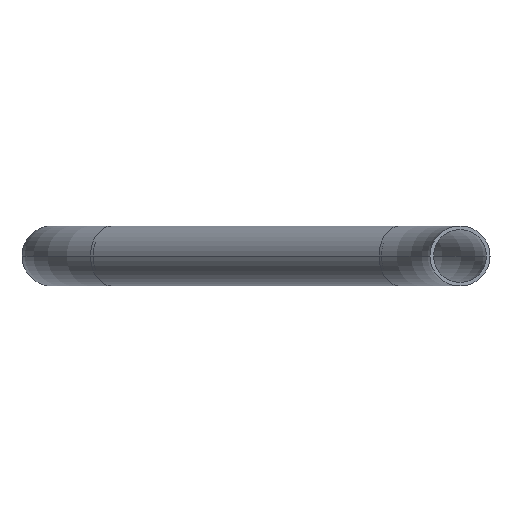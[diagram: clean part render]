
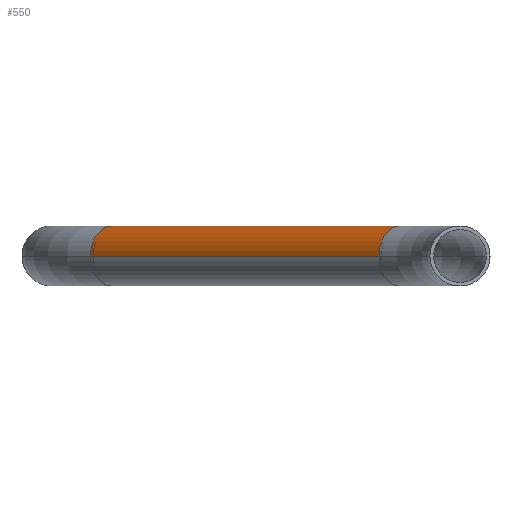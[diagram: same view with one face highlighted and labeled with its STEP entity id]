
A CAD part, front view. The second image highlights one B-rep face of the part: STEP entity #550.
In plain terms, the highlighted cylindrical face has radius 12.5 mm (diameter 25 mm), a partial arc.
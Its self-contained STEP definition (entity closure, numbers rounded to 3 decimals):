
#56 = CYLINDRICAL_SURFACE ( 'NONE', #402, 12.5 ) ;
#62 = FACE_OUTER_BOUND ( 'NONE', #180, .T. ) ;
#64 = ORIENTED_EDGE ( 'NONE', *, *, #386, .T. ) ;
#90 = ORIENTED_EDGE ( 'NONE', *, *, #388, .F. ) ;
#92 = ORIENTED_EDGE ( 'NONE', *, *, #389, .F. ) ;
#96 = CIRCLE ( 'NONE', #330, 12.5 ) ;
#139 = VECTOR ( 'NONE', #611, 1000. ) ;
#142 = VECTOR ( 'NONE', #575, 1000. ) ;
#143 = LINE ( 'NONE', #606, #139 ) ;
#145 = CIRCLE ( 'NONE', #362, 12.5 ) ;
#148 = LINE ( 'NONE', #614, #142 ) ;
#180 = EDGE_LOOP ( 'NONE', ( #300, #64, #90, #92 ) ) ;
#300 = ORIENTED_EDGE ( 'NONE', *, *, #433, .T. ) ;
#330 = AXIS2_PLACEMENT_3D ( 'NONE', #880, #878, #876 ) ;
#362 = AXIS2_PLACEMENT_3D ( 'NONE', #609, #605, #608 ) ;
#386 = EDGE_CURVE ( 'NONE', #517, #525, #148, .T. ) ;
#388 = EDGE_CURVE ( 'NONE', #512, #525, #145, .T. ) ;
#389 = EDGE_CURVE ( 'NONE', #515, #512, #143, .T. ) ;
#402 = AXIS2_PLACEMENT_3D ( 'NONE', #764, #767, #770 ) ;
#433 = EDGE_CURVE ( 'NONE', #515, #517, #96, .T. ) ;
#512 = VERTEX_POINT ( 'NONE', #877 ) ;
#515 = VERTEX_POINT ( 'NONE', #766 ) ;
#517 = VERTEX_POINT ( 'NONE', #887 ) ;
#525 = VERTEX_POINT ( 'NONE', #820 ) ;
#550 = ADVANCED_FACE ( 'NONE', ( #62 ), #56, .T. ) ;
#575 = DIRECTION ( 'NONE',  ( -0.707, 0.707, 0. ) ) ;
#605 = DIRECTION ( 'NONE',  ( -0.707, 0.707, 0. ) ) ;
#606 = CARTESIAN_POINT ( 'NONE',  ( -33.735, 228.549, 0. ) ) ;
#608 = DIRECTION ( 'NONE',  ( 0., 0., 1. ) ) ;
#609 = CARTESIAN_POINT ( 'NONE',  ( -145.104, 357.596, 0. ) ) ;
#611 = DIRECTION ( 'NONE',  ( -0.707, 0.707, 0. ) ) ;
#614 = CARTESIAN_POINT ( 'NONE',  ( -16.057, 246.226, 0. ) ) ;
#764 = CARTESIAN_POINT ( 'NONE',  ( -24.896, 237.388, 0. ) ) ;
#766 = CARTESIAN_POINT ( 'NONE',  ( -33.735, 228.549, 0. ) ) ;
#767 = DIRECTION ( 'NONE',  ( -0.707, 0.707, 0. ) ) ;
#770 = DIRECTION ( 'NONE',  ( -0.707, -0.707, 0. ) ) ;
#820 = CARTESIAN_POINT ( 'NONE',  ( -136.265, 366.435, 0. ) ) ;
#876 = DIRECTION ( 'NONE',  ( 0., 0., 1. ) ) ;
#877 = CARTESIAN_POINT ( 'NONE',  ( -153.943, 348.757, 0. ) ) ;
#878 = DIRECTION ( 'NONE',  ( -0.707, 0.707, 0. ) ) ;
#880 = CARTESIAN_POINT ( 'NONE',  ( -24.896, 237.388, 0. ) ) ;
#887 = CARTESIAN_POINT ( 'NONE',  ( -16.057, 246.226, 0. ) ) ;
